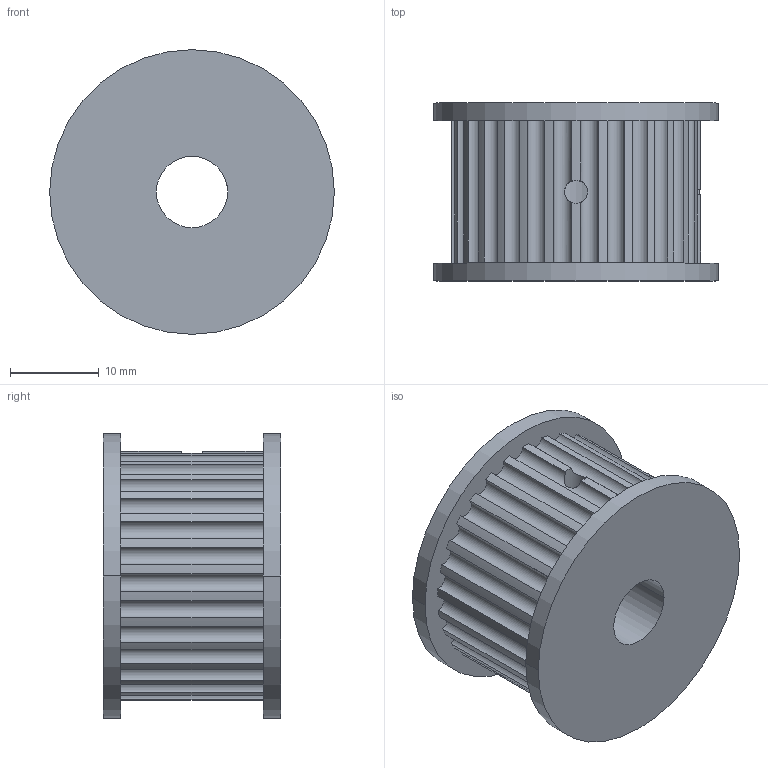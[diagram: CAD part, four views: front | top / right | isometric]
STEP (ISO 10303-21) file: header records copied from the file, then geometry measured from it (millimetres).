
FILE_DESCRIPTION (( 'STEP AP214' ), '1' );
FILE_NAME ('A851 崹魤 HTD3M-30-15, O 瘔錟 8 擤.STEP', '2025-10-27T10:02:44', ( '' ), ( '' ), 'SwSTEP 2.0', 'SolidWorks 2025', '' );
FILE_SCHEMA (( 'AUTOMOTIVE_DESIGN' ));
Length unit declared in the file: millimetre
Products named in the file (1): A851 Шкив HTD3M-30-15, Ø вала 8 мм
Bounding box: 32 x 20 x 32 mm (x, y, z)
Volume: 11244 mm3; surface area: 4912.6 mm2
Topology: 1 solids, 1 shells, 90 faces, 265 edges, 176 vertices
Faces by surface type: cylinder 86, plane 4
Entity records: 3310 total; most frequent: CARTESIAN_POINT 758, DIRECTION 583, ORIENTED_EDGE 530, EDGE_CURVE 265, AXIS2_PLACEMENT_3D 247, VERTEX_POINT 176, CIRCLE 156, EDGE_LOOP 95
